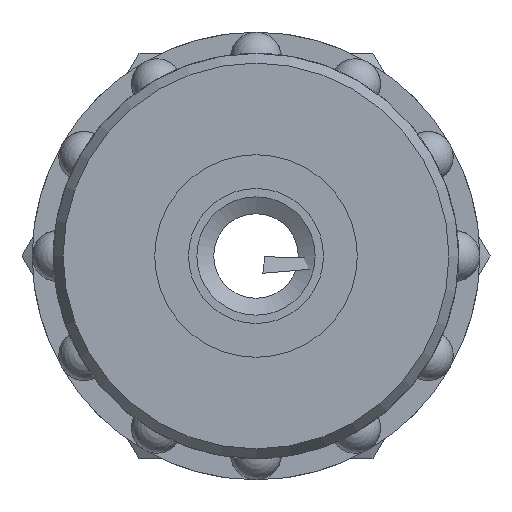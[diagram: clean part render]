
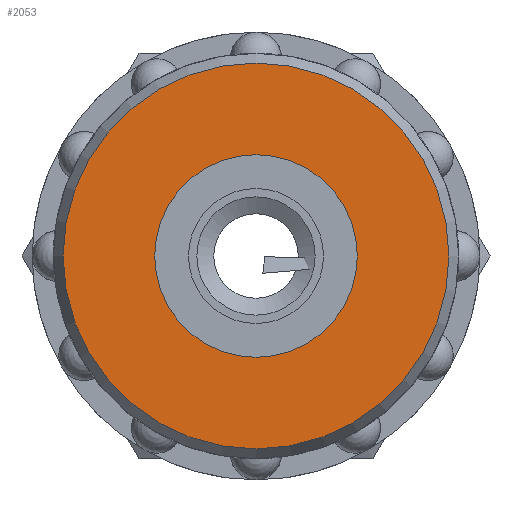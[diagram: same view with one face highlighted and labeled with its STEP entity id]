
A CAD part, left-side view. The second image highlights one B-rep face of the part: STEP entity #2053.
In plain terms, the highlighted planar face has unit normal (-1, 0, 0).
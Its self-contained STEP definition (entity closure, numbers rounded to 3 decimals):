
#257=PLANE('',#2382);
#292=FACE_BOUND('',#584,.T.);
#428=FACE_OUTER_BOUND('',#583,.T.);
#583=EDGE_LOOP('',(#1826));
#584=EDGE_LOOP('',(#1827));
#691=CIRCLE('',#2257,6.);
#766=CIRCLE('',#2383,11.423);
#879=VERTEX_POINT('',#3704);
#955=VERTEX_POINT('',#4218);
#1133=EDGE_CURVE('',#879,#879,#691,.T.);
#1256=EDGE_CURVE('',#955,#955,#766,.T.);
#1826=ORIENTED_EDGE('',*,*,#1256,.F.);
#1827=ORIENTED_EDGE('',*,*,#1133,.T.);
#2053=ADVANCED_FACE('',(#428,#292),#257,.T.);
#2257=AXIS2_PLACEMENT_3D('',#3705,#2780,#2781);
#2382=AXIS2_PLACEMENT_3D('',#4217,#3054,#3055);
#2383=AXIS2_PLACEMENT_3D('',#4219,#3056,#3057);
#2780=DIRECTION('center_axis',(1.,0.,0.));
#2781=DIRECTION('ref_axis',(0.,-1.,0.));
#3054=DIRECTION('center_axis',(-1.,0.,0.));
#3055=DIRECTION('ref_axis',(0.,0.,1.));
#3056=DIRECTION('center_axis',(1.,0.,0.));
#3057=DIRECTION('ref_axis',(0.,-1.,0.));
#3704=CARTESIAN_POINT('',(-28.,-6.,0.));
#3705=CARTESIAN_POINT('Origin',(-28.,0.,0.));
#4217=CARTESIAN_POINT('Origin',(-28.,-5.711,0.));
#4218=CARTESIAN_POINT('',(-28.,-11.423,0.));
#4219=CARTESIAN_POINT('Origin',(-28.,0.,0.));
